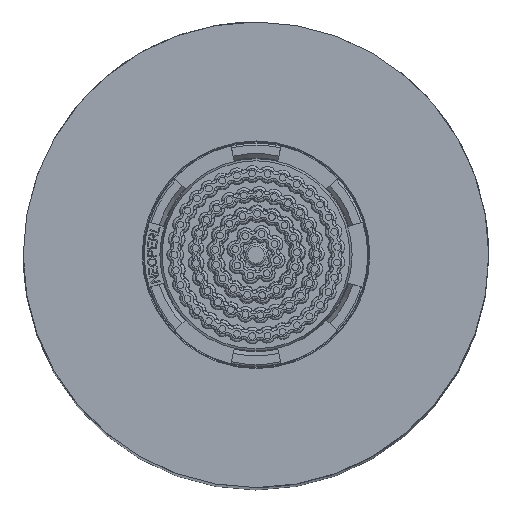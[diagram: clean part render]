
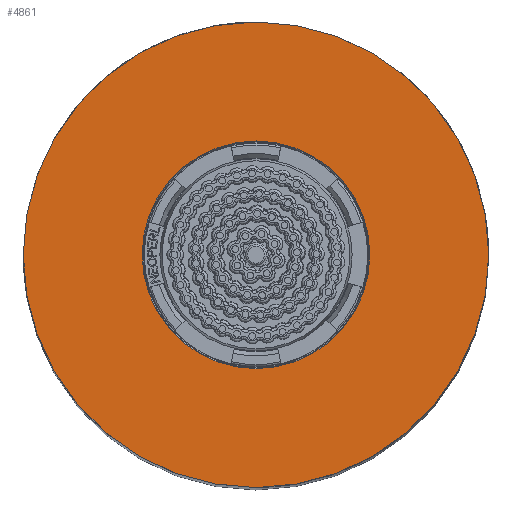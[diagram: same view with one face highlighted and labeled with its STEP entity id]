
A CAD part, top view. The second image highlights one B-rep face of the part: STEP entity #4861.
In plain terms, the highlighted planar face has unit normal (0, 0, 1).
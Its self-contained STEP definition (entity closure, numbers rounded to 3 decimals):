
#4861=ADVANCED_FACE('',(#13223,#13224),#13225,.T.);
#13223=FACE_BOUND('',#30502,.T.);
#13224=FACE_OUTER_BOUND('',#30503,.T.);
#13225=PLANE('',#30504);
#30502=EDGE_LOOP('',(#60046));
#30503=EDGE_LOOP('',(#60047,#60048,#60049,#60050,#60051,#60052,#60053,#60054));
#30504=AXIS2_PLACEMENT_3D('',#60055,#60056,#60057);
#60046=ORIENTED_EDGE('',*,*,#93924,.T.);
#60047=ORIENTED_EDGE('',*,*,#93925,.T.);
#60048=ORIENTED_EDGE('',*,*,#93872,.T.);
#60049=ORIENTED_EDGE('',*,*,#93926,.T.);
#60050=ORIENTED_EDGE('',*,*,#93877,.T.);
#60051=ORIENTED_EDGE('',*,*,#93927,.T.);
#60052=ORIENTED_EDGE('',*,*,#93912,.T.);
#60053=ORIENTED_EDGE('',*,*,#93928,.T.);
#60054=ORIENTED_EDGE('',*,*,#93917,.T.);
#60055=CARTESIAN_POINT('',(0.01,0.01,2.0));
#60056=DIRECTION('',(0.0,0.0,1.0));
#60057=DIRECTION('',(1.0,0.0,0.0));
#93872=EDGE_CURVE('',#109716,#109717,#109718,.T.);
#93877=EDGE_CURVE('',#109725,#109726,#109727,.T.);
#93912=EDGE_CURVE('',#109781,#109782,#109783,.T.);
#93917=EDGE_CURVE('',#109790,#109791,#109792,.T.);
#93924=EDGE_CURVE('',#109802,#109802,#109803,.T.);
#93925=EDGE_CURVE('',#109791,#109716,#109804,.T.);
#93926=EDGE_CURVE('',#109717,#109725,#109805,.T.);
#93927=EDGE_CURVE('',#109726,#109781,#109806,.T.);
#93928=EDGE_CURVE('',#109782,#109790,#109807,.T.);
#109716=VERTEX_POINT('',#135366);
#109717=VERTEX_POINT('',#135367);
#109718=CIRCLE('',#135368,24.99);
#109725=VERTEX_POINT('',#135394);
#109726=VERTEX_POINT('',#135395);
#109727=CIRCLE('',#135396,24.99);
#109781=VERTEX_POINT('',#135483);
#109782=VERTEX_POINT('',#135484);
#109783=CIRCLE('',#135485,24.99);
#109790=VERTEX_POINT('',#135511);
#109791=VERTEX_POINT('',#135512);
#109792=CIRCLE('',#135513,24.99);
#109802=VERTEX_POINT('',#135542);
#109803=CIRCLE('',#135543,12.225);
#109804=LINE('',#135544,#135545);
#109805=LINE('',#135546,#135547);
#109806=LINE('',#135548,#135549);
#109807=LINE('',#135550,#135551);
#135366=CARTESIAN_POINT('',(25.0,0.01,2.0));
#135367=CARTESIAN_POINT('',(0.01,25.0,2.0));
#135368=AXIS2_PLACEMENT_3D('',#166299,#166300,#166301);
#135394=CARTESIAN_POINT('',(-0.01,25.0,2.0));
#135395=CARTESIAN_POINT('',(-25.0,0.01,2.0));
#135396=AXIS2_PLACEMENT_3D('',#166304,#166305,#166306);
#135483=CARTESIAN_POINT('',(-25.0,-0.01,2.0));
#135484=CARTESIAN_POINT('',(-0.01,-25.0,2.0));
#135485=AXIS2_PLACEMENT_3D('',#166350,#166351,#166352);
#135511=CARTESIAN_POINT('',(0.01,-25.0,2.0));
#135512=CARTESIAN_POINT('',(25.0,-0.01,2.0));
#135513=AXIS2_PLACEMENT_3D('',#166355,#166356,#166357);
#135542=CARTESIAN_POINT('',(0.0,12.225,2.0));
#135543=AXIS2_PLACEMENT_3D('',#166363,#166364,#166365);
#135544=CARTESIAN_POINT('',(25.0,0.,2.0));
#135545=VECTOR('',#166366,1.0);
#135546=CARTESIAN_POINT('',(0.,25.0,2.0));
#135547=VECTOR('',#166367,1.0);
#135548=CARTESIAN_POINT('',(-25.0,0.,2.0));
#135549=VECTOR('',#166368,1.0);
#135550=CARTESIAN_POINT('',(0.,-25.0,2.0));
#135551=VECTOR('',#166369,1.0);
#166299=CARTESIAN_POINT('',(0.01,0.01,2.0));
#166300=DIRECTION('',(0.0,0.0,1.0));
#166301=DIRECTION('',(1.0,0.0,0.0));
#166304=CARTESIAN_POINT('',(-0.01,0.01,2.0));
#166305=DIRECTION('',(0.0,0.0,1.0));
#166306=DIRECTION('',(1.0,0.0,0.0));
#166350=CARTESIAN_POINT('',(-0.01,-0.01,2.0));
#166351=DIRECTION('',(0.0,0.0,1.0));
#166352=DIRECTION('',(1.0,0.0,0.0));
#166355=CARTESIAN_POINT('',(0.01,-0.01,2.0));
#166356=DIRECTION('',(0.0,0.0,1.0));
#166357=DIRECTION('',(1.0,0.0,0.0));
#166363=CARTESIAN_POINT('',(0.0,0.,2.0));
#166364=DIRECTION('',(0.0,0.0,-1.0));
#166365=DIRECTION('',(0.0,1.0,0.0));
#166366=DIRECTION('',(0.,1.0,0.0));
#166367=DIRECTION('',(-1.0,0.,0.0));
#166368=DIRECTION('',(0.,-1.0,0.0));
#166369=DIRECTION('',(1.0,0.0,0.0));
